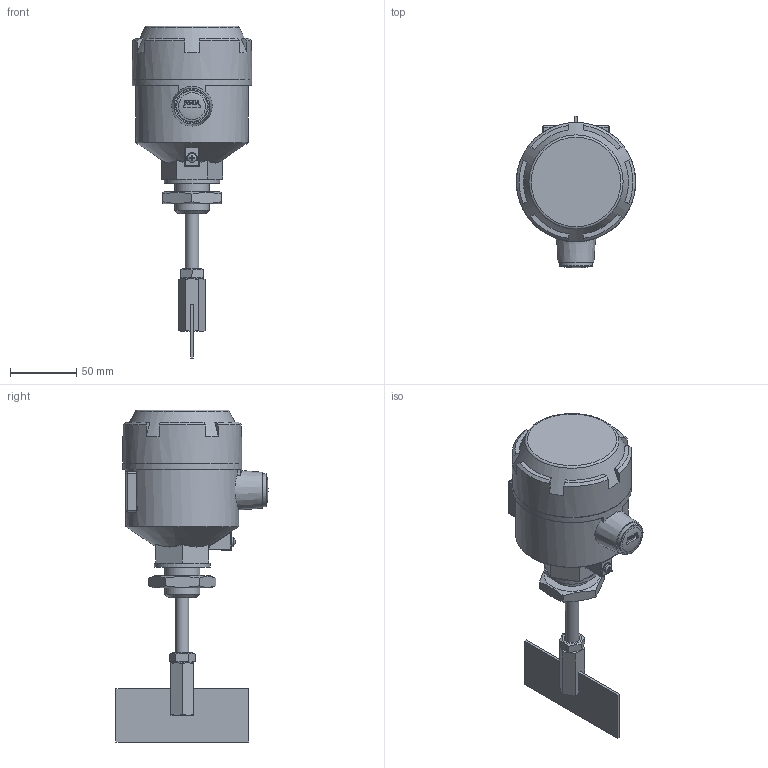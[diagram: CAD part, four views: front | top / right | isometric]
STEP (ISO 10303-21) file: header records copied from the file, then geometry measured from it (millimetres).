
FILE_DESCRIPTION(('STEP AP242'), '1');
FILE_NAME('ﾐﾑﾓ-24.ﾒ.2-ﾅﾕ', '', ('UNSPECIFIED'), ('UNSPECIFIED'), 'C3D Converter', 'C3D Toolkit', '');
FILE_SCHEMA(('AP242_MANAGED_MODEL_BASED_3D_ENGINEERING_MIM_LF { 1 0 10303 442 1 1 4 }'));
Length unit declared in the file: millimetre
Products named in the file (29): КУВФ.421264.002-13; WAS 49412225 10 20 7 (0); WAS 49412225 10 20 7 -1; 6800ZZ; 6800ZZ Shield; 6800ZZ Ball; 6800ZZ Outer ring; 6800ZZ Inner ring; 608-2RS; 6082RS Seal; 6082RS Ball; 6082RS Outer ring; 6082RS Inner ring
Assembly tree (45 placements, depth 3):
  КУВФ.421264.002-13
    (unnamed)
    (unnamed)
    (unnamed)
    (unnamed)
    (unnamed)
    (unnamed)
    (unnamed)
    (unnamed)
    (unnamed)
    WAS 49412225 10 20 7 (0)
      WAS 49412225 10 20 7 -1
    6800ZZ
      6800ZZ Shield  x2
      6800ZZ Ball  x10
      6800ZZ Outer ring
      6800ZZ Inner ring
    608-2RS
      6082RS Seal  x2
      6082RS Ball  x7
      6082RS Outer ring
      6082RS Inner ring
    (unnamed)
    (unnamed)
    (unnamed)
    (unnamed)
      (unnamed)
      (unnamed)
    (unnamed)
Bounding box: 90 x 114.7 x 250.5 mm (x, y, z)
Volume: 230080 mm3; surface area: 120964.3 mm2
Topology: 42 solids, 42 shells, 636 faces, 1583 edges, 1014 vertices
Faces by surface type: plane 248, cylinder 131, extrusion 106, bspline 54, cone 37, torus 36, sphere 24
Full cylindrical faces by diameter (mm): 2 x4, 2.85 x1, 3.242 x2, 3.5 x1, 4 x1, 6.7 x1, 7 x1, 8 x3, 8.376 x2, 10 x2, 11.6 x1, 12 x1, 12.4 x4, 12.6 x4, 13.6 x2, 13.8 x1, 16 x2, 16.4 x2, 17.25 x4, 18 x2, 18.376 x1, 19 x3, 19.04 x4, 20 x4, 22 x3, 23 x1, 24 x1, 25 x1, 26.441 x1, 27 x1
Entity records: 29191 total; most frequent: CARTESIAN_POINT 13411, ORIENTED_EDGE 2740, DIRECTION 2398, EDGE_CURVE 1370, VERTEX_POINT 966, AXIS2_PLACEMENT_3D 894, EDGE_LOOP 812, FACE_BOUND 641
